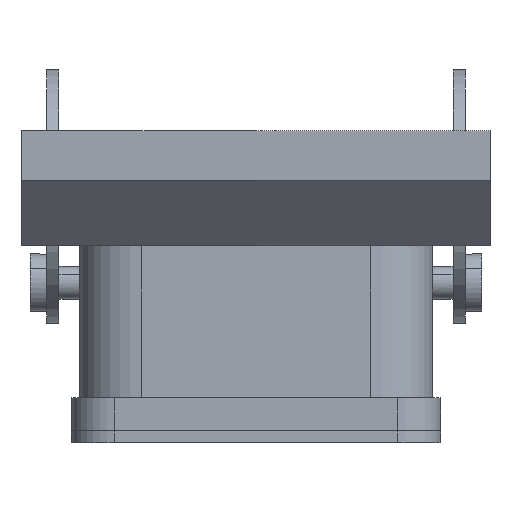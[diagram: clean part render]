
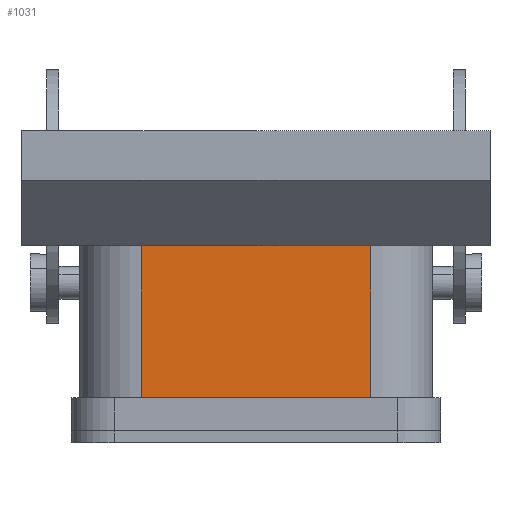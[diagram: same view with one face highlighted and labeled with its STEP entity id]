
A CAD part, front view. The second image highlights one B-rep face of the part: STEP entity #1031.
In plain terms, the highlighted planar face has unit normal (0, -1, 0).
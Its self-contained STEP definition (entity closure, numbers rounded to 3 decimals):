
#1011=AXIS2_PLACEMENT_3D('Plane Axis2P3D',#1008,#1009,#1010) ;
#336=CARTESIAN_POINT('Vertex',(14.5,18.,24.)) ;
#339=CARTESIAN_POINT('Line Origine',(28.5,18.,24.)) ;
#343=CARTESIAN_POINT('Vertex',(42.5,18.,24.)) ;
#989=CARTESIAN_POINT('Line Origine',(14.5,18.,13.)) ;
#993=CARTESIAN_POINT('Vertex',(14.5,18.,5.5)) ;
#1008=CARTESIAN_POINT('Axis2P3D Location',(7.,18.,24.)) ;
#1013=CARTESIAN_POINT('Line Origine',(28.5,18.,5.5)) ;
#1017=CARTESIAN_POINT('Vertex',(42.5,18.,5.5)) ;
#1020=CARTESIAN_POINT('Line Origine',(42.5,18.,14.75)) ;
#340=DIRECTION('Vector Direction',(1.,0.,0.)) ;
#990=DIRECTION('Vector Direction',(0.,0.,-1.)) ;
#1009=DIRECTION('Axis2P3D Direction',(0.,1.,0.)) ;
#1010=DIRECTION('Axis2P3D XDirection',(1.,0.,0.)) ;
#1014=DIRECTION('Vector Direction',(1.,0.,0.)) ;
#1021=DIRECTION('Vector Direction',(0.,0.,-1.)) ;
#341=VECTOR('Line Direction',#340,1.) ;
#991=VECTOR('Line Direction',#990,1.) ;
#1015=VECTOR('Line Direction',#1014,1.) ;
#1022=VECTOR('Line Direction',#1021,1.) ;
#1026=ORIENTED_EDGE('',*,*,#1019,.T.) ;
#1027=ORIENTED_EDGE('',*,*,#1024,.F.) ;
#1028=ORIENTED_EDGE('',*,*,#345,.F.) ;
#1029=ORIENTED_EDGE('',*,*,#995,.T.) ;
#1031=ADVANCED_FACE('Hauptk\X2\00F6\X0\rper',(#1030),#1012,.F.) ;
#345=EDGE_CURVE('',#337,#344,#342,.T.) ;
#995=EDGE_CURVE('',#337,#994,#992,.T.) ;
#1019=EDGE_CURVE('',#994,#1018,#1016,.T.) ;
#1024=EDGE_CURVE('',#344,#1018,#1023,.T.) ;
#1025=EDGE_LOOP('',(#1026,#1027,#1028,#1029)) ;
#1030=FACE_OUTER_BOUND('',#1025,.T.) ;
#342=LINE('Line',#339,#341) ;
#992=LINE('Line',#989,#991) ;
#1016=LINE('Line',#1013,#1015) ;
#1023=LINE('Line',#1020,#1022) ;
#1012=PLANE('',#1011) ;
#337=VERTEX_POINT('',#336) ;
#344=VERTEX_POINT('',#343) ;
#994=VERTEX_POINT('',#993) ;
#1018=VERTEX_POINT('',#1017) ;
